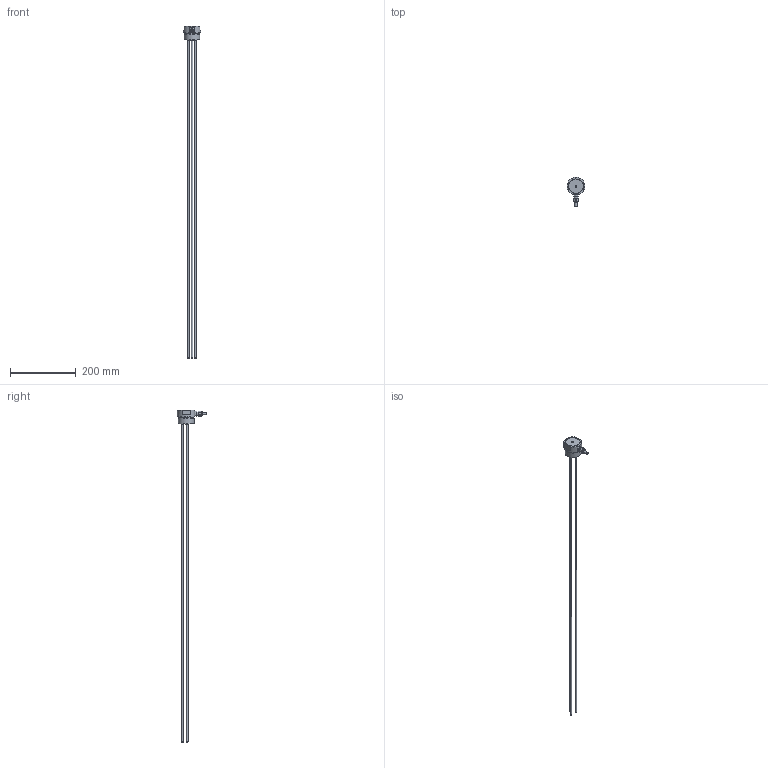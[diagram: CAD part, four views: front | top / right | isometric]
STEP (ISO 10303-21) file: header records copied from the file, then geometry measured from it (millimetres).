
FILE_DESCRIPTION(/* description */ (''),/* implementation_level */ '2;1');
FILE_NAME(/* name */ 'VN3.stp',/* time_stamp */ '2020-01-10T13:28:45+01:00',/* author */ ('tvb'),/* organization */ (''),/* preprocessor_version */ 'ST-DEVELOPER v18',/* originating_system */ 'Autodesk Inventor 2020',/* authorisation */ '');
FILE_SCHEMA (('AUTOMOTIVE_DESIGN { 1 0 10303 214 3 1 1 }'));
Length unit declared in the file: centimetre
Products named in the file (1): VN3
Bounding box: 54.2 x 89.2 x 1010.5 mm (x, y, z)
Volume: 144306 mm3; surface area: 62103.2 mm2
Topology: 2 solids, 2 shells, 128 faces, 325 edges, 219 vertices
Faces by surface type: plane 68, cylinder 30, cone 22, torus 7, sphere 1
Full cylindrical faces by diameter (mm): 5 x3, 5.8 x1, 6.3 x1, 6.5 x1, 9.5 x3, 12.5 x1, 13.8 x1, 42.8 x1, 43.6 x1, 44.2 x1, 47.8 x1
Entity records: 4102 total; most frequent: CARTESIAN_POINT 972, ORIENTED_EDGE 648, DIRECTION 633, EDGE_CURVE 324, AXIS2_PLACEMENT_3D 257, VERTEX_POINT 219, EDGE_LOOP 147, FACE_OUTER_BOUND 128
